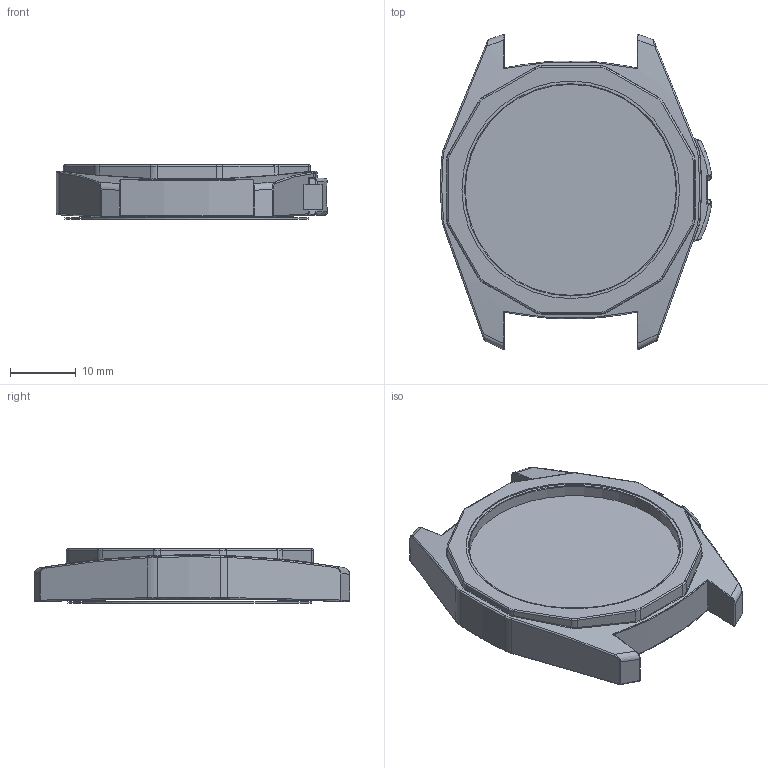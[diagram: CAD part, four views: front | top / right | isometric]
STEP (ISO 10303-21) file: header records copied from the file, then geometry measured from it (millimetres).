
FILE_DESCRIPTION (( 'STEP AP214' ), '1' );
FILE_NAME ('Sat Tissot.STEP', '2012-05-26T14:20:45', ( 'Sasa' ), ( '' ), 'SwSTEP 2.0', 'SolidWorks 2011', '' );
FILE_SCHEMA (( 'AUTOMOTIVE_DESIGN' ));
Length unit declared in the file: millimetre
Products named in the file (1): Sat Tissot
Bounding box: 41.13 x 47.82 x 8.2 mm (x, y, z)
Volume: 8352.5 mm3; surface area: 5173 mm2
Topology: 2 solids, 2 shells, 251 faces, 599 edges, 352 vertices
Faces by surface type: bspline 86, cylinder 78, plane 48, torus 29, sphere 8, cone 2
Entity records: 9129 total; most frequent: CARTESIAN_POINT 3900, ORIENTED_EDGE 1190, DIRECTION 977, EDGE_CURVE 595, AXIS2_PLACEMENT_3D 406, VERTEX_POINT 352, EDGE_LOOP 257, ADVANCED_FACE 251
